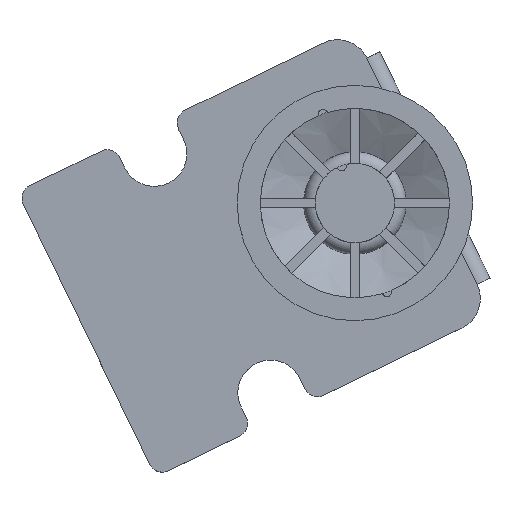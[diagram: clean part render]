
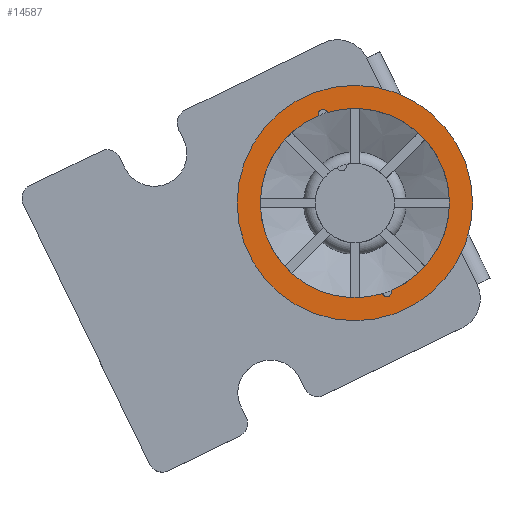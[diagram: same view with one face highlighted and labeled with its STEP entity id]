
A CAD part, top view. The second image highlights one B-rep face of the part: STEP entity #14587.
In plain terms, the highlighted planar face has unit normal (0, 0, 1).
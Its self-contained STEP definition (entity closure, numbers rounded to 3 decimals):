
#2184 = CARTESIAN_POINT ( 'NONE',  ( 20.3, 0., 0. ) ) ;
#2185 = CARTESIAN_POINT ( 'NONE',  ( 7.78, -18.75, 0. ) ) ;
#2313 = CARTESIAN_POINT ( 'NONE',  ( 5.898, -19.424, 0. ) ) ;
#2314 = CARTESIAN_POINT ( 'NONE',  ( -7.78, 18.75, 0. ) ) ;
#2544 = CARTESIAN_POINT ( 'NONE',  ( -5.898, 19.424, 0. ) ) ;
#2550 = CARTESIAN_POINT ( 'NONE',  ( -25.25, 0., 0. ) ) ;
#2683 = CARTESIAN_POINT ( 'NONE',  ( 25.25, 0., 0. ) ) ;
#3082 = CARTESIAN_POINT ( 'NONE',  ( 0., 0., 0. ) ) ;
#3083 = DIRECTION ( 'NONE',  ( 0., 0., 1. ) ) ;
#3084 = DIRECTION ( 'NONE',  ( 1., 0., 0. ) ) ;
#3108 = CARTESIAN_POINT ( 'NONE',  ( 0., 0., 0. ) ) ;
#3109 = DIRECTION ( 'NONE',  ( 0., 0., 1. ) ) ;
#3110 = DIRECTION ( 'NONE',  ( 1., 0., 0. ) ) ;
#3113 = CARTESIAN_POINT ( 'NONE',  ( 0., 0., 0. ) ) ;
#3114 = DIRECTION ( 'NONE',  ( 0., 0., 1. ) ) ;
#3148 = DIRECTION ( 'NONE',  ( 1., 0., 0. ) ) ;
#3151 = CARTESIAN_POINT ( 'NONE',  ( 6.847, -19.11, 0. ) ) ;
#3152 = DIRECTION ( 'NONE',  ( 0., 0., 1. ) ) ;
#3153 = DIRECTION ( 'NONE',  ( 1., 0., 0. ) ) ;
#4250 = VERTEX_POINT ( 'NONE', #2184 ) ;
#4251 = VERTEX_POINT ( 'NONE', #2185 ) ;
#4379 = VERTEX_POINT ( 'NONE', #2313 ) ;
#4380 = VERTEX_POINT ( 'NONE', #2314 ) ;
#4643 = VERTEX_POINT ( 'NONE', #9034 ) ;
#4760 = VERTEX_POINT ( 'NONE', #2544 ) ;
#4766 = VERTEX_POINT ( 'NONE', #2550 ) ;
#4931 = VERTEX_POINT ( 'NONE', #2683 ) ;
#7063 = CARTESIAN_POINT ( 'NONE',  ( 6.847, -19.11, 0. ) ) ;
#7064 = DIRECTION ( 'NONE',  ( 0., 0., 1. ) ) ;
#7065 = DIRECTION ( 'NONE',  ( 1., 0., 0. ) ) ;
#7073 = CARTESIAN_POINT ( 'NONE',  ( 0., 0., 0. ) ) ;
#7074 = DIRECTION ( 'NONE',  ( 0., 0., 1. ) ) ;
#7075 = DIRECTION ( 'NONE',  ( 1., 0., 0. ) ) ;
#7310 = CARTESIAN_POINT ( 'NONE',  ( 0., 0., 0. ) ) ;
#7311 = DIRECTION ( 'NONE',  ( 0., 0., 1. ) ) ;
#7312 = DIRECTION ( 'NONE',  ( 1., 0., 0. ) ) ;
#8402 = CARTESIAN_POINT ( 'NONE',  ( 0., 0., 0. ) ) ;
#8403 = FACE_BOUND ( 'NONE', #14694, .T. ) ;
#8418 = FACE_OUTER_BOUND ( 'NONE', #14302, .T. ) ;
#8419 = PLANE ( 'NONE',  #9546 ) ;
#8421 = DIRECTION ( 'NONE',  ( 0., 0., 1. ) ) ;
#8422 = DIRECTION ( 'NONE',  ( 1., 0., 0. ) ) ;
#9034 = CARTESIAN_POINT ( 'NONE',  ( 7.847, -19.11, 0. ) ) ;
#9063 = CARTESIAN_POINT ( 'NONE',  ( -6.847, 19.11, 0. ) ) ;
#9064 = DIRECTION ( 'NONE',  ( 0., 0., 1. ) ) ;
#9065 = DIRECTION ( 'NONE',  ( 1., 0., 0. ) ) ;
#9546 = AXIS2_PLACEMENT_3D ( 'NONE', #8402, #8421, #8422 ) ;
#9694 = EDGE_CURVE ( 'NONE', #4251, #4250, #12013, .T. ) ;
#9713 = EDGE_CURVE ( 'NONE', #4766, #4931, #12033, .T. ) ;
#9717 = EDGE_CURVE ( 'NONE', #4380, #4379, #12049, .T. ) ;
#9720 = EDGE_CURVE ( 'NONE', #4379, #4643, #12051, .T. ) ;
#9747 = EDGE_CURVE ( 'NONE', #4760, #4380, #12083, .T. ) ;
#10491 = AXIS2_PLACEMENT_3D ( 'NONE', #7310, #7311, #7312 ) ;
#10496 = CIRCLE ( 'NONE', #10491, 25.25 ) ;
#10534 = AXIS2_PLACEMENT_3D ( 'NONE', #7073, #7074, #7075 ) ;
#10538 = CIRCLE ( 'NONE', #10534, 20.3 ) ;
#10540 = AXIS2_PLACEMENT_3D ( 'NONE', #7063, #7064, #7065 ) ;
#10547 = CIRCLE ( 'NONE', #10540, 1. ) ;
#11299 = ORIENTED_EDGE ( 'NONE', *, *, #13164, .F. ) ;
#11301 = ORIENTED_EDGE ( 'NONE', *, *, #9694, .F. ) ;
#11303 = ORIENTED_EDGE ( 'NONE', *, *, #9747, .F. ) ;
#11305 = ORIENTED_EDGE ( 'NONE', *, *, #13160, .F. ) ;
#11307 = ORIENTED_EDGE ( 'NONE', *, *, #9717, .F. ) ;
#11309 = ORIENTED_EDGE ( 'NONE', *, *, #9713, .T. ) ;
#11333 = ORIENTED_EDGE ( 'NONE', *, *, #9720, .F. ) ;
#12013 = CIRCLE ( 'NONE', #12019, 20.3 ) ;
#12019 = AXIS2_PLACEMENT_3D ( 'NONE', #3082, #3083, #3084 ) ;
#12033 = CIRCLE ( 'NONE', #12047, 25.25 ) ;
#12047 = AXIS2_PLACEMENT_3D ( 'NONE', #3108, #3109, #3110 ) ;
#12049 = CIRCLE ( 'NONE', #12053, 20.3 ) ;
#12051 = CIRCLE ( 'NONE', #12057, 1. ) ;
#12053 = AXIS2_PLACEMENT_3D ( 'NONE', #3113, #3114, #3148 ) ;
#12057 = AXIS2_PLACEMENT_3D ( 'NONE', #3151, #3152, #3153 ) ;
#12083 = CIRCLE ( 'NONE', #12089, 1. ) ;
#12089 = AXIS2_PLACEMENT_3D ( 'NONE', #9063, #9064, #9065 ) ;
#12964 = ORIENTED_EDGE ( 'NONE', *, *, #13208, .T. ) ;
#13160 = EDGE_CURVE ( 'NONE', #4643, #4251, #10547, .T. ) ;
#13164 = EDGE_CURVE ( 'NONE', #4250, #4760, #10538, .T. ) ;
#13208 = EDGE_CURVE ( 'NONE', #4931, #4766, #10496, .T. ) ;
#14302 = EDGE_LOOP ( 'NONE', ( #12964, #11309 ) ) ;
#14587 = ADVANCED_FACE ( 'NONE', ( #8403, #8418 ), #8419, .T. ) ;
#14694 = EDGE_LOOP ( 'NONE', ( #11303, #11299, #11301, #11305, #11333, #11307 ) ) ;
